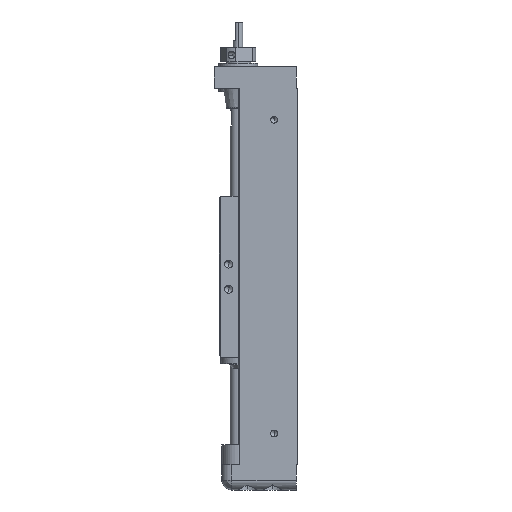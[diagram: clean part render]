
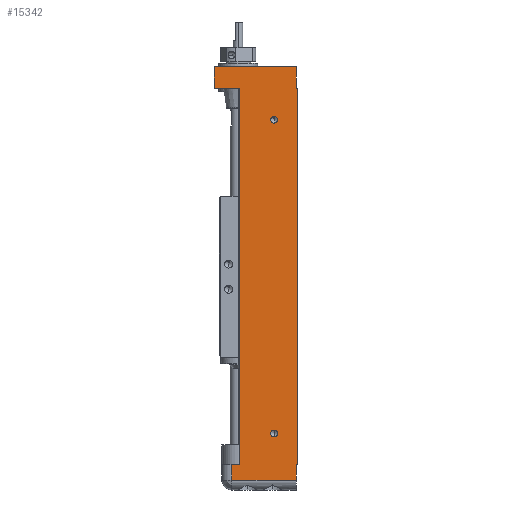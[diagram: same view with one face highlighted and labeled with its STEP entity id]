
A CAD part, left-side view. The second image highlights one B-rep face of the part: STEP entity #15342.
In plain terms, the highlighted planar face has unit normal (-1, 0, 0).
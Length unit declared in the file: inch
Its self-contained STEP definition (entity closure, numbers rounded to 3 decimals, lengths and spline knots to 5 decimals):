
#124 = EDGE_CURVE ( 'NONE', #4933, #38815, #11276, .T. ) ;
#1751 = FACE_BOUND ( 'NONE', #35459, .T. ) ;
#2319 = CARTESIAN_POINT ( 'NONE',  ( -0.98425, 1.04628, -2.3622 ) ) ;
#2510 = VERTEX_POINT ( 'NONE', #7259 ) ;
#2576 = EDGE_CURVE ( 'NONE', #28824, #4933, #11747, .T. ) ;
#2643 = CARTESIAN_POINT ( 'NONE',  ( -0.98425, 0.73228, 2.3622 ) ) ;
#2801 = CARTESIAN_POINT ( 'NONE',  ( -0.98425, 0.29528, 2.01134 ) ) ;
#2857 = ORIENTED_EDGE ( 'NONE', *, *, #34594, .T. ) ;
#2954 = VECTOR ( 'NONE', #12840, 39.37008 ) ;
#3205 = VECTOR ( 'NONE', #35795, 39.37008 ) ;
#3549 = VECTOR ( 'NONE', #33209, 39.37008 ) ;
#4452 = DIRECTION ( 'NONE',  ( 0., -1., 0. ) ) ;
#4548 = EDGE_LOOP ( 'NONE', ( #4782, #14234, #28675, #36047, #32698, #20671, #13446, #2857, #16807, #16295, #13648, #29286 ) ) ;
#4782 = ORIENTED_EDGE ( 'NONE', *, *, #24105, .T. ) ;
#4933 = VERTEX_POINT ( 'NONE', #37194 ) ;
#5236 = DIRECTION ( 'NONE',  ( 0., -1., 0. ) ) ;
#5439 = PLANE ( 'NONE',  #24999 ) ;
#5791 = CARTESIAN_POINT ( 'NONE',  ( -0.98425, 0.82776, -2.3622 ) ) ;
#6676 = CARTESIAN_POINT ( 'NONE',  ( -0.98425, 0.82776, -2.3622 ) ) ;
#6689 = LINE ( 'NONE', #6895, #2954 ) ;
#6895 = CARTESIAN_POINT ( 'NONE',  ( -0.98425, 0.73228, -2.3622 ) ) ;
#7000 = CARTESIAN_POINT ( 'NONE',  ( -0.98425, 0.82776, -2.55217 ) ) ;
#7072 = CARTESIAN_POINT ( 'NONE',  ( -0.98425, 0.29528, -2.01134 ) ) ;
#7128 = AXIS2_PLACEMENT_3D ( 'NONE', #29237, #38684, #35195 ) ;
#7259 = CARTESIAN_POINT ( 'NONE',  ( -0.98425, 0., 2.3622 ) ) ;
#7727 = EDGE_CURVE ( 'NONE', #2510, #35478, #9871, .T. ) ;
#8122 = FACE_OUTER_BOUND ( 'NONE', #4548, .T. ) ;
#9041 = VERTEX_POINT ( 'NONE', #39461 ) ;
#9226 = VERTEX_POINT ( 'NONE', #15629 ) ;
#9252 = VECTOR ( 'NONE', #18294, 39.37008 ) ;
#9549 = CARTESIAN_POINT ( 'NONE',  ( -0.98425, 0.73228, 2.3622 ) ) ;
#9612 = EDGE_CURVE ( 'NONE', #30529, #31085, #34931, .T. ) ;
#9703 = LINE ( 'NONE', #19536, #15300 ) ;
#9871 = LINE ( 'NONE', #18897, #10550 ) ;
#10512 = DIRECTION ( 'NONE',  ( 0., 1., 0. ) ) ;
#10550 = VECTOR ( 'NONE', #22597, 39.37008 ) ;
#10680 = VECTOR ( 'NONE', #39677, 39.37008 ) ;
#10771 = CARTESIAN_POINT ( 'NONE',  ( -0.98425, 0., -2.3622 ) ) ;
#11164 = CARTESIAN_POINT ( 'NONE',  ( -0.98425, 0.29528, 1.9685 ) ) ;
#11276 = LINE ( 'NONE', #20301, #15652 ) ;
#11321 = EDGE_CURVE ( 'NONE', #30500, #24024, #29702, .T. ) ;
#11590 = EDGE_CURVE ( 'NONE', #26361, #28824, #9703, .T. ) ;
#11747 = LINE ( 'NONE', #2319, #10680 ) ;
#12090 = VERTEX_POINT ( 'NONE', #20862 ) ;
#12840 = DIRECTION ( 'NONE',  ( 0., 1., 0. ) ) ;
#12964 = VERTEX_POINT ( 'NONE', #17883 ) ;
#13017 = ORIENTED_EDGE ( 'NONE', *, *, #32875, .T. ) ;
#13446 = ORIENTED_EDGE ( 'NONE', *, *, #23598, .T. ) ;
#13648 = ORIENTED_EDGE ( 'NONE', *, *, #124, .T. ) ;
#13835 = DIRECTION ( 'NONE',  ( 0., 0., 1. ) ) ;
#14130 = CARTESIAN_POINT ( 'NONE',  ( -0.98425, 0.29528, -1.92567 ) ) ;
#14234 = ORIENTED_EDGE ( 'NONE', *, *, #14782, .T. ) ;
#14264 = DIRECTION ( 'NONE',  ( -1., 0., 0. ) ) ;
#14580 = ORIENTED_EDGE ( 'NONE', *, *, #9612, .T. ) ;
#14782 = EDGE_CURVE ( 'NONE', #31770, #28383, #33885, .T. ) ;
#15190 = EDGE_CURVE ( 'NONE', #9226, #12090, #35425, .T. ) ;
#15222 = CARTESIAN_POINT ( 'NONE',  ( -0.98425, 0., -2.3622 ) ) ;
#15300 = VECTOR ( 'NONE', #10512, 39.37008 ) ;
#15342 = ADVANCED_FACE ( 'NONE', ( #1751, #33942, #8122 ), #5439, .T. ) ;
#15629 = CARTESIAN_POINT ( 'NONE',  ( -0.98425, 0.01575, -2.55217 ) ) ;
#15652 = VECTOR ( 'NONE', #32823, 39.37008 ) ;
#15942 = DIRECTION ( 'NONE',  ( 1., 0., 0. ) ) ;
#16023 = EDGE_CURVE ( 'NONE', #24024, #30500, #28359, .T. ) ;
#16295 = ORIENTED_EDGE ( 'NONE', *, *, #2576, .T. ) ;
#16538 = AXIS2_PLACEMENT_3D ( 'NONE', #23213, #32641, #25886 ) ;
#16807 = ORIENTED_EDGE ( 'NONE', *, *, #11590, .T. ) ;
#17883 = CARTESIAN_POINT ( 'NONE',  ( -0.98425, 0.01575, 2.3622 ) ) ;
#18294 = DIRECTION ( 'NONE',  ( 0., 0., -1. ) ) ;
#18897 = CARTESIAN_POINT ( 'NONE',  ( -0.98425, 0., -2.3622 ) ) ;
#19536 = CARTESIAN_POINT ( 'NONE',  ( -0.98425, 0.73228, 2.63583 ) ) ;
#20301 = CARTESIAN_POINT ( 'NONE',  ( -0.98425, 0.73228, 2.3622 ) ) ;
#20671 = ORIENTED_EDGE ( 'NONE', *, *, #7727, .F. ) ;
#20862 = CARTESIAN_POINT ( 'NONE',  ( -0.98425, 0.01575, -2.3622 ) ) ;
#21153 = AXIS2_PLACEMENT_3D ( 'NONE', #24968, #15942, #25780 ) ;
#21322 = LINE ( 'NONE', #2643, #3549 ) ;
#22123 = LINE ( 'NONE', #34649, #27153 ) ;
#22597 = DIRECTION ( 'NONE',  ( 0., 0., -1. ) ) ;
#23213 = CARTESIAN_POINT ( 'NONE',  ( -0.98425, 0.29528, 1.9685 ) ) ;
#23598 = EDGE_CURVE ( 'NONE', #2510, #12964, #21322, .T. ) ;
#23828 = EDGE_CURVE ( 'NONE', #28383, #9226, #22123, .T. ) ;
#24024 = VERTEX_POINT ( 'NONE', #2801 ) ;
#24105 = EDGE_CURVE ( 'NONE', #9041, #31770, #6689, .T. ) ;
#24400 = CARTESIAN_POINT ( 'NONE',  ( -0.98425, 0.01575, -2.3622 ) ) ;
#24968 = CARTESIAN_POINT ( 'NONE',  ( -0.98425, 0.29528, -1.9685 ) ) ;
#24999 = AXIS2_PLACEMENT_3D ( 'NONE', #36636, #14264, #5236 ) ;
#25162 = CARTESIAN_POINT ( 'NONE',  ( -0.98425, 0.01575, 2.63583 ) ) ;
#25620 = CARTESIAN_POINT ( 'NONE',  ( -0.98425, 1.04628, 2.63583 ) ) ;
#25780 = DIRECTION ( 'NONE',  ( 0., 0., 1. ) ) ;
#25886 = DIRECTION ( 'NONE',  ( 0., 0., 1. ) ) ;
#26361 = VERTEX_POINT ( 'NONE', #25162 ) ;
#26625 = LINE ( 'NONE', #39156, #35188 ) ;
#27153 = VECTOR ( 'NONE', #4452, 39.37008 ) ;
#27170 = ORIENTED_EDGE ( 'NONE', *, *, #16023, .T. ) ;
#28294 = VECTOR ( 'NONE', #32343, 39.37008 ) ;
#28359 = CIRCLE ( 'NONE', #16538, 0.04283 ) ;
#28383 = VERTEX_POINT ( 'NONE', #7000 ) ;
#28636 = LINE ( 'NONE', #10771, #3205 ) ;
#28675 = ORIENTED_EDGE ( 'NONE', *, *, #23828, .T. ) ;
#28824 = VERTEX_POINT ( 'NONE', #25620 ) ;
#29237 = CARTESIAN_POINT ( 'NONE',  ( -0.98425, 0.29528, -1.9685 ) ) ;
#29286 = ORIENTED_EDGE ( 'NONE', *, *, #36152, .T. ) ;
#29702 = CIRCLE ( 'NONE', #34271, 0.04283 ) ;
#30114 = EDGE_LOOP ( 'NONE', ( #13017, #14580 ) ) ;
#30367 = LINE ( 'NONE', #24400, #36059 ) ;
#30500 = VERTEX_POINT ( 'NONE', #35594 ) ;
#30529 = VERTEX_POINT ( 'NONE', #7072 ) ;
#31085 = VERTEX_POINT ( 'NONE', #14130 ) ;
#31770 = VERTEX_POINT ( 'NONE', #6676 ) ;
#32343 = DIRECTION ( 'NONE',  ( 0., 0., 1. ) ) ;
#32641 = DIRECTION ( 'NONE',  ( 1., 0., 0. ) ) ;
#32698 = ORIENTED_EDGE ( 'NONE', *, *, #32861, .T. ) ;
#32823 = DIRECTION ( 'NONE',  ( 0., -1., 0. ) ) ;
#32861 = EDGE_CURVE ( 'NONE', #12090, #35478, #28636, .T. ) ;
#32875 = EDGE_CURVE ( 'NONE', #31085, #30529, #33975, .T. ) ;
#33209 = DIRECTION ( 'NONE',  ( 0., 1., 0. ) ) ;
#33316 = DIRECTION ( 'NONE',  ( 1., 0., 0. ) ) ;
#33885 = LINE ( 'NONE', #5791, #9252 ) ;
#33942 = FACE_BOUND ( 'NONE', #30114, .T. ) ;
#33975 = CIRCLE ( 'NONE', #7128, 0.04283 ) ;
#34271 = AXIS2_PLACEMENT_3D ( 'NONE', #11164, #33316, #13835 ) ;
#34594 = EDGE_CURVE ( 'NONE', #12964, #26361, #30367, .T. ) ;
#34649 = CARTESIAN_POINT ( 'NONE',  ( -0.98425, 0.73228, -2.55217 ) ) ;
#34881 = ORIENTED_EDGE ( 'NONE', *, *, #11321, .T. ) ;
#34931 = CIRCLE ( 'NONE', #21153, 0.04283 ) ;
#35188 = VECTOR ( 'NONE', #40572, 39.37008 ) ;
#35195 = DIRECTION ( 'NONE',  ( 0., 0., 1. ) ) ;
#35425 = LINE ( 'NONE', #38708, #28294 ) ;
#35459 = EDGE_LOOP ( 'NONE', ( #27170, #34881 ) ) ;
#35478 = VERTEX_POINT ( 'NONE', #15222 ) ;
#35594 = CARTESIAN_POINT ( 'NONE',  ( -0.98425, 0.29528, 1.92567 ) ) ;
#35795 = DIRECTION ( 'NONE',  ( 0., -1., 0. ) ) ;
#36047 = ORIENTED_EDGE ( 'NONE', *, *, #15190, .T. ) ;
#36059 = VECTOR ( 'NONE', #37330, 39.37008 ) ;
#36152 = EDGE_CURVE ( 'NONE', #38815, #9041, #26625, .T. ) ;
#36636 = CARTESIAN_POINT ( 'NONE',  ( -0.98425, 0.73228, -2.3622 ) ) ;
#37194 = CARTESIAN_POINT ( 'NONE',  ( -0.98425, 1.04628, 2.3622 ) ) ;
#37330 = DIRECTION ( 'NONE',  ( 0., 0., 1. ) ) ;
#38684 = DIRECTION ( 'NONE',  ( 1., 0., 0. ) ) ;
#38708 = CARTESIAN_POINT ( 'NONE',  ( -0.98425, 0.01575, -2.3622 ) ) ;
#38815 = VERTEX_POINT ( 'NONE', #9549 ) ;
#39156 = CARTESIAN_POINT ( 'NONE',  ( -0.98425, 0.73228, -2.3622 ) ) ;
#39461 = CARTESIAN_POINT ( 'NONE',  ( -0.98425, 0.73228, -2.3622 ) ) ;
#39677 = DIRECTION ( 'NONE',  ( 0., 0., -1. ) ) ;
#40572 = DIRECTION ( 'NONE',  ( 0., 0., -1. ) ) ;
